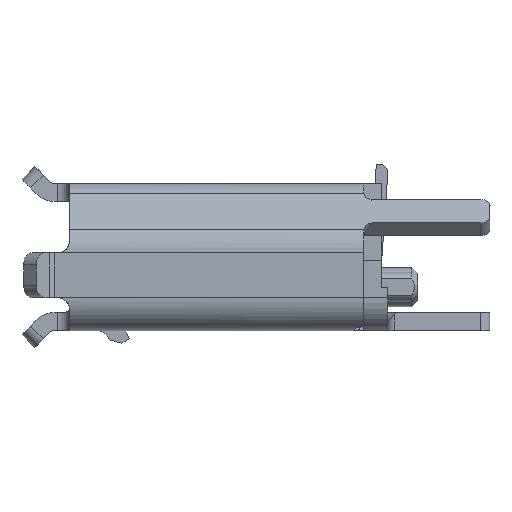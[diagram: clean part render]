
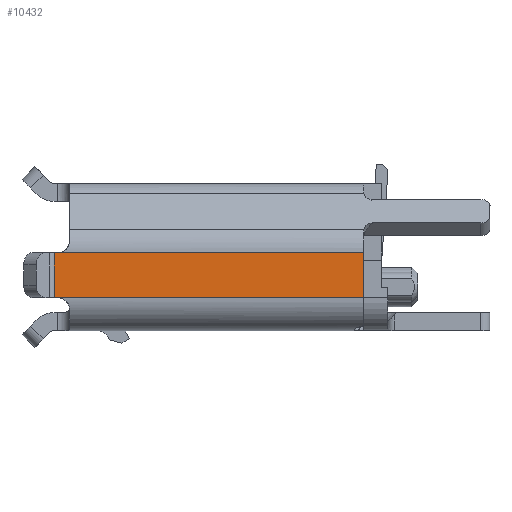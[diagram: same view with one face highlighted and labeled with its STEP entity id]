
A CAD part, left-side view. The second image highlights one B-rep face of the part: STEP entity #10432.
In plain terms, the highlighted planar face has unit normal (-1, 0, 0).
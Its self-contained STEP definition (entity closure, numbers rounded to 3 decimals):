
#1110 = LINE ( 'NONE', #14515, #11939 ) ;
#1464 = DIRECTION ( 'NONE',  ( 0., 0., 1. ) ) ;
#1841 = CARTESIAN_POINT ( 'NONE',  ( -3.75, 0.209, 0.259 ) ) ;
#2428 = DIRECTION ( 'NONE',  ( 0., 0., -1. ) ) ;
#2520 = VERTEX_POINT ( 'NONE', #13583 ) ;
#4124 = VERTEX_POINT ( 'NONE', #11097 ) ;
#4665 = EDGE_CURVE ( 'NONE', #8940, #4124, #19373, .T. ) ;
#5352 = AXIS2_PLACEMENT_3D ( 'NONE', #9823, #19549, #2428 ) ;
#5936 = CARTESIAN_POINT ( 'NONE',  ( -3.75, 0.955, -5.003 ) ) ;
#6780 = DIRECTION ( 'NONE',  ( 0., 0., -1. ) ) ;
#6826 = VECTOR ( 'NONE', #1464, 1000. ) ;
#7350 = LINE ( 'NONE', #16699, #23443 ) ;
#7725 = DIRECTION ( 'NONE',  ( 0., 0., 1. ) ) ;
#8208 = ORIENTED_EDGE ( 'NONE', *, *, #17467, .F. ) ;
#8754 = VECTOR ( 'NONE', #24024, 1000. ) ;
#8940 = VERTEX_POINT ( 'NONE', #10540 ) ;
#9309 = ORIENTED_EDGE ( 'NONE', *, *, #24616, .F. ) ;
#9823 = CARTESIAN_POINT ( 'NONE',  ( -3.75, 0.194, -5.003 ) ) ;
#10245 = CARTESIAN_POINT ( 'NONE',  ( -3.75, 0.209, -4.9 ) ) ;
#10275 = EDGE_CURVE ( 'NONE', #20429, #11084, #12551, .T. ) ;
#10337 = LINE ( 'NONE', #13678, #8754 ) ;
#10432 = ADVANCED_FACE ( 'NONE', ( #21480 ), #12130, .F. ) ;
#10540 = CARTESIAN_POINT ( 'NONE',  ( -3.75, 0.955, 0.2 ) ) ;
#11044 = VERTEX_POINT ( 'NONE', #1841 ) ;
#11084 = VERTEX_POINT ( 'NONE', #10245 ) ;
#11097 = CARTESIAN_POINT ( 'NONE',  ( -3.75, 0.955, 0.259 ) ) ;
#11263 = ORIENTED_EDGE ( 'NONE', *, *, #10275, .F. ) ;
#11387 = EDGE_LOOP ( 'NONE', ( #9309, #16997, #11263, #20857, #8208, #15634 ) ) ;
#11939 = VECTOR ( 'NONE', #12864, 1000. ) ;
#12130 = PLANE ( 'NONE',  #5352 ) ;
#12551 = LINE ( 'NONE', #20340, #14756 ) ;
#12835 = EDGE_CURVE ( 'NONE', #11044, #20429, #1110, .T. ) ;
#12864 = DIRECTION ( 'NONE',  ( 0., 0., -1. ) ) ;
#12992 = DIRECTION ( 'NONE',  ( 0., -1., 0. ) ) ;
#13583 = CARTESIAN_POINT ( 'NONE',  ( -3.75, 0.955, -4.9 ) ) ;
#13678 = CARTESIAN_POINT ( 'NONE',  ( -3.75, 0.194, -4.9 ) ) ;
#14515 = CARTESIAN_POINT ( 'NONE',  ( -3.75, 0.209, -5.003 ) ) ;
#14756 = VECTOR ( 'NONE', #6780, 1000. ) ;
#15634 = ORIENTED_EDGE ( 'NONE', *, *, #4665, .F. ) ;
#16699 = CARTESIAN_POINT ( 'NONE',  ( -3.75, 0.194, 0.259 ) ) ;
#16997 = ORIENTED_EDGE ( 'NONE', *, *, #18012, .F. ) ;
#17467 = EDGE_CURVE ( 'NONE', #4124, #11044, #7350, .T. ) ;
#18012 = EDGE_CURVE ( 'NONE', #11084, #2520, #10337, .T. ) ;
#18999 = CARTESIAN_POINT ( 'NONE',  ( -3.75, 0.209, 0.2 ) ) ;
#19373 = LINE ( 'NONE', #5936, #24067 ) ;
#19549 = DIRECTION ( 'NONE',  ( 1., 0., 0. ) ) ;
#20340 = CARTESIAN_POINT ( 'NONE',  ( -3.75, 0.209, -5.003 ) ) ;
#20429 = VERTEX_POINT ( 'NONE', #18999 ) ;
#20857 = ORIENTED_EDGE ( 'NONE', *, *, #12835, .F. ) ;
#21135 = CARTESIAN_POINT ( 'NONE',  ( -3.75, 0.955, -4.931 ) ) ;
#21480 = FACE_OUTER_BOUND ( 'NONE', #11387, .T. ) ;
#23443 = VECTOR ( 'NONE', #12992, 1000. ) ;
#24024 = DIRECTION ( 'NONE',  ( 0., 1., 0. ) ) ;
#24067 = VECTOR ( 'NONE', #7725, 1000. ) ;
#24478 = LINE ( 'NONE', #21135, #6826 ) ;
#24616 = EDGE_CURVE ( 'NONE', #2520, #8940, #24478, .T. ) ;
